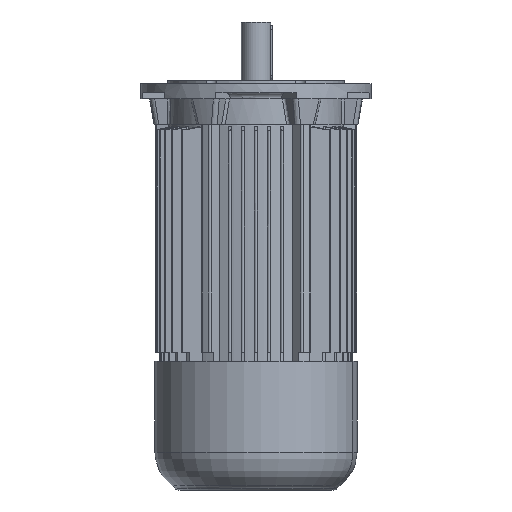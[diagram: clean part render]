
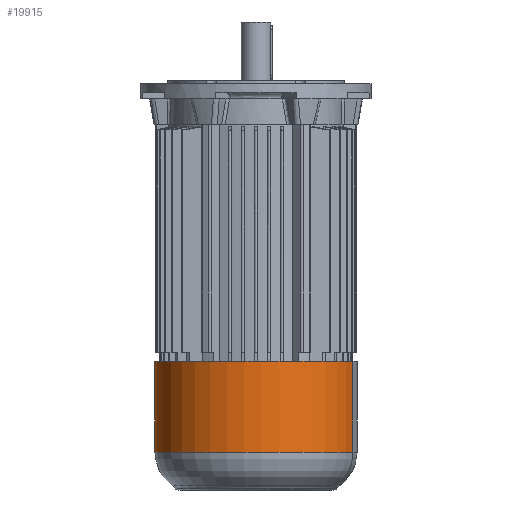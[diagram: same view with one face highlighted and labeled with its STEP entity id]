
A CAD part, front view. The second image highlights one B-rep face of the part: STEP entity #19915.
In plain terms, the highlighted cylindrical face has radius 131.5 mm (diameter 263 mm), a partial arc.
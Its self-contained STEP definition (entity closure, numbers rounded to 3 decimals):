
#1626 = VERTEX_POINT ( 'NONE', #73014 ) ;
#3684 = CIRCLE ( 'NONE', #68887, 131.5 ) ;
#3821 = CARTESIAN_POINT ( 'NONE',  ( 125.83, -38.198, -215.576 ) ) ;
#4772 = CARTESIAN_POINT ( 'NONE',  ( 0., 0., -215.576 ) ) ;
#9170 = DIRECTION ( 'NONE',  ( 0., 0., 1. ) ) ;
#14704 = CIRCLE ( 'NONE', #49171, 131.5 ) ;
#15971 = VERTEX_POINT ( 'NONE', #75222 ) ;
#19915 = ADVANCED_FACE ( 'NONE', ( #75438 ), #68742, .T. ) ;
#24672 = VERTEX_POINT ( 'NONE', #27250 ) ;
#27195 = ORIENTED_EDGE ( 'NONE', *, *, #64880, .T. ) ;
#27250 = CARTESIAN_POINT ( 'NONE',  ( -125.83, 38.198, -141. ) ) ;
#30579 = DIRECTION ( 'NONE',  ( 0., 0., 1. ) ) ;
#36318 = EDGE_LOOP ( 'NONE', ( #50107, #62757, #27195, #71892 ) ) ;
#39102 = DIRECTION ( 'NONE',  ( 0., 0., 1. ) ) ;
#40584 = EDGE_CURVE ( 'NONE', #1626, #24672, #62728, .T. ) ;
#49171 = AXIS2_PLACEMENT_3D ( 'NONE', #58661, #30579, #70236 ) ;
#49309 = AXIS2_PLACEMENT_3D ( 'NONE', #4772, #39102, #56824 ) ;
#50107 = ORIENTED_EDGE ( 'NONE', *, *, #40584, .F. ) ;
#50496 = EDGE_CURVE ( 'NONE', #24672, #59177, #14704, .T. ) ;
#50803 = DIRECTION ( 'NONE',  ( 0., 0., 1. ) ) ;
#56824 = DIRECTION ( 'NONE',  ( 0.957, -0.29, 0. ) ) ;
#56964 = CARTESIAN_POINT ( 'NONE',  ( -125.83, 38.198, -215.576 ) ) ;
#56977 = LINE ( 'NONE', #3821, #60065 ) ;
#58661 = CARTESIAN_POINT ( 'NONE',  ( 0., 0., -141. ) ) ;
#59177 = VERTEX_POINT ( 'NONE', #61315 ) ;
#59745 = EDGE_CURVE ( 'NONE', #1626, #15971, #3684, .T. ) ;
#59817 = DIRECTION ( 'NONE',  ( 0., 0., 1. ) ) ;
#60065 = VECTOR ( 'NONE', #9170, 1000. ) ;
#60196 = CARTESIAN_POINT ( 'NONE',  ( 0., 0., -259. ) ) ;
#61315 = CARTESIAN_POINT ( 'NONE',  ( 125.83, -38.198, -141. ) ) ;
#62728 = LINE ( 'NONE', #56964, #74921 ) ;
#62757 = ORIENTED_EDGE ( 'NONE', *, *, #59745, .T. ) ;
#64880 = EDGE_CURVE ( 'NONE', #15971, #59177, #56977, .T. ) ;
#65987 = DIRECTION ( 'NONE',  ( 0.957, -0.29, 0. ) ) ;
#68742 = CYLINDRICAL_SURFACE ( 'NONE', #49309, 131.5 ) ;
#68887 = AXIS2_PLACEMENT_3D ( 'NONE', #60196, #59817, #65987 ) ;
#70236 = DIRECTION ( 'NONE',  ( 0.957, -0.29, 0. ) ) ;
#71892 = ORIENTED_EDGE ( 'NONE', *, *, #50496, .F. ) ;
#73014 = CARTESIAN_POINT ( 'NONE',  ( -125.83, 38.198, -259. ) ) ;
#74921 = VECTOR ( 'NONE', #50803, 1000. ) ;
#75222 = CARTESIAN_POINT ( 'NONE',  ( 125.83, -38.198, -259. ) ) ;
#75438 = FACE_OUTER_BOUND ( 'NONE', #36318, .T. ) ;
